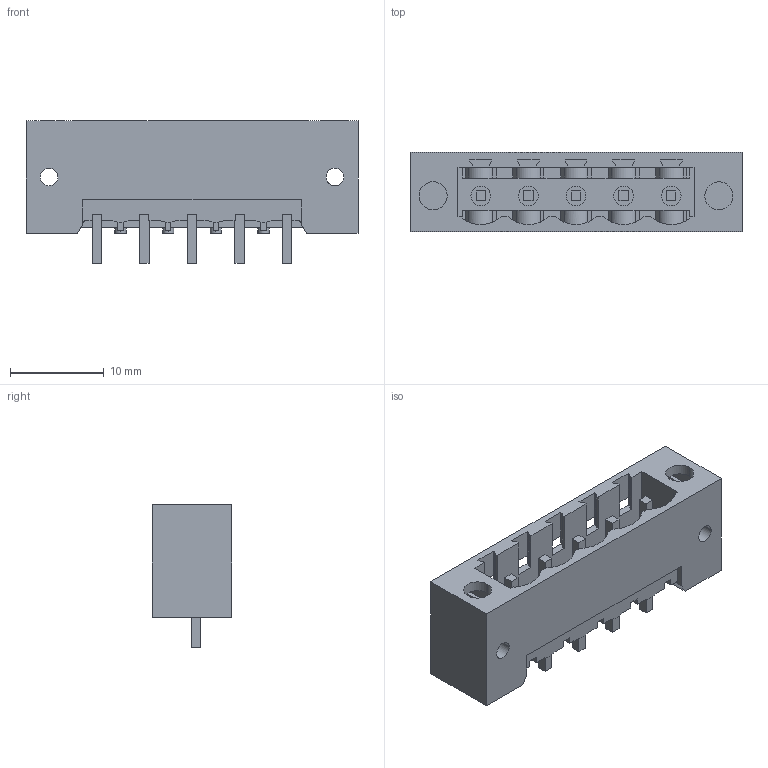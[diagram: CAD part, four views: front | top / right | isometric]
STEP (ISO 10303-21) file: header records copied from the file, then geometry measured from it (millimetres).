
FILE_DESCRIPTION(('CATIA V5 STEP Exchange','CAx-IF Rec.Pracs.--- Model Styling and Organization---1.2---2011-12-15'),'2;1');
FILE_NAME ('D1456759_0_1820770000_1820770000.stp','2018-03-21T14:05:56+00:00',('none'),('Weidmueller'),'CATIA Version 5-6 Release 2014','CATIA V5 STEP AP214','none');
FILE_SCHEMA(('AUTOMOTIVE_DESIGN { 1 0 10303 214 1 1 1 1 }'));
Length unit declared in the file: millimetre
Products named in the file (1): 1820770000
Bounding box: 35.4 x 8.43 x 15.2 mm (x, y, z)
Volume: 1429.9 mm3; surface area: 3360.9 mm2
Topology: 6 solids, 6 shells, 366 faces, 1124 edges, 767 vertices
Faces by surface type: plane 306, cylinder 55, extrusion 5
Entity records: 12903 total; most frequent: CARTESIAN_POINT 2916, ORIENTED_EDGE 2248, DIRECTION 1753, EDGE_CURVE 1124, VECTOR 938, LINE 933, VERTEX_POINT 767, AXIS2_PLACEMENT_3D 454
